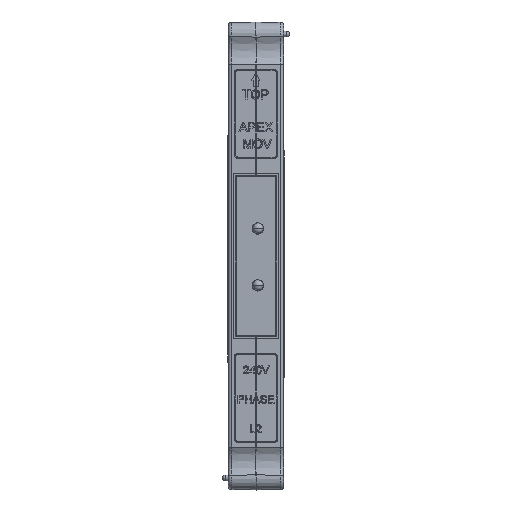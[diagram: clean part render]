
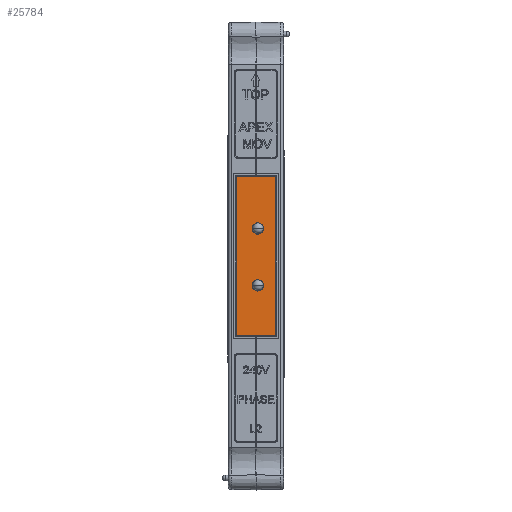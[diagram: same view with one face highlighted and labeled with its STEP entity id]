
A CAD part, top view. The second image highlights one B-rep face of the part: STEP entity #25784.
In plain terms, the highlighted planar face has unit normal (0, 0, 1).
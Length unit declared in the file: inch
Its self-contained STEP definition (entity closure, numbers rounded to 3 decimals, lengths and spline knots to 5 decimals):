
#181 = CARTESIAN_POINT ( 'NONE',  ( -0.395, -1.445, 0.04 ) ) ;
#221 = ORIENTED_EDGE ( 'NONE', *, *, #43997, .F. ) ;
#607 = EDGE_LOOP ( 'NONE', ( #29043, #36857 ) ) ;
#1102 = DIRECTION ( 'NONE',  ( 0., 0., -1. ) ) ;
#1674 = DIRECTION ( 'NONE',  ( 0., 0., 1. ) ) ;
#1859 = DIRECTION ( 'NONE',  ( 1., 0., 0. ) ) ;
#2069 = CARTESIAN_POINT ( 'NONE',  ( 0.005, -0.495, 0.04 ) ) ;
#3199 = DIRECTION ( 'NONE',  ( 0., -1., 0. ) ) ;
#3989 = VERTEX_POINT ( 'NONE', #56739 ) ;
#5538 = EDGE_CURVE ( 'NONE', #25619, #3989, #41125, .T. ) ;
#6402 = ORIENTED_EDGE ( 'NONE', *, *, #32214, .T. ) ;
#6421 = CIRCLE ( 'NONE', #6453, 0.1 ) ;
#6453 = AXIS2_PLACEMENT_3D ( 'NONE', #2069, #1674, #1859 ) ;
#6553 = VERTEX_POINT ( 'NONE', #23836 ) ;
#6760 = CARTESIAN_POINT ( 'NONE',  ( 0.395, -1.445, 0.04 ) ) ;
#7787 = EDGE_CURVE ( 'NONE', #6553, #54662, #26151, .T. ) ;
#8294 = EDGE_CURVE ( 'NONE', #10667, #15349, #42990, .T. ) ;
#8781 = DIRECTION ( 'NONE',  ( 0., 0., 1. ) ) ;
#10667 = VERTEX_POINT ( 'NONE', #27305 ) ;
#12077 = CARTESIAN_POINT ( 'NONE',  ( -0.095, 0.505, 0.04 ) ) ;
#12338 = LINE ( 'NONE', #6760, #26396 ) ;
#13030 = CARTESIAN_POINT ( 'NONE',  ( 0.005, -0.495, 0.04 ) ) ;
#15349 = VERTEX_POINT ( 'NONE', #26065 ) ;
#16684 = EDGE_LOOP ( 'NONE', ( #221, #26667 ) ) ;
#19081 = AXIS2_PLACEMENT_3D ( 'NONE', #13030, #8781, #31267 ) ;
#19375 = VECTOR ( 'NONE', #3199, 39.37008 ) ;
#22078 = FACE_OUTER_BOUND ( 'NONE', #56753, .T. ) ;
#22623 = DIRECTION ( 'NONE',  ( 0., 0., 1. ) ) ;
#23836 = CARTESIAN_POINT ( 'NONE',  ( -0.095, -0.495, 0.04 ) ) ;
#24745 = LINE ( 'NONE', #181, #56145 ) ;
#25619 = VERTEX_POINT ( 'NONE', #12077 ) ;
#25784 = ADVANCED_FACE ( 'NONE', ( #38178, #29084, #22078 ), #39830, .F. ) ;
#26065 = CARTESIAN_POINT ( 'NONE',  ( -0.395, 1.445, 0.04 ) ) ;
#26151 = CIRCLE ( 'NONE', #19081, 0.1 ) ;
#26396 = VECTOR ( 'NONE', #46360, 39.37008 ) ;
#26667 = ORIENTED_EDGE ( 'NONE', *, *, #7787, .F. ) ;
#27112 = CARTESIAN_POINT ( 'NONE',  ( 0.005, 0.505, 0.04 ) ) ;
#27305 = CARTESIAN_POINT ( 'NONE',  ( 0.395, 1.445, 0.04 ) ) ;
#27676 = CARTESIAN_POINT ( 'NONE',  ( 0., 0., 0.04 ) ) ;
#29043 = ORIENTED_EDGE ( 'NONE', *, *, #38663, .F. ) ;
#29084 = FACE_BOUND ( 'NONE', #16684, .T. ) ;
#29364 = VERTEX_POINT ( 'NONE', #43133 ) ;
#29448 = DIRECTION ( 'NONE',  ( -1., 0., 0. ) ) ;
#30929 = EDGE_CURVE ( 'NONE', #48848, #29364, #24745, .T. ) ;
#31164 = VECTOR ( 'NONE', #29448, 39.37008 ) ;
#31267 = DIRECTION ( 'NONE',  ( 1., 0., 0. ) ) ;
#32095 = EDGE_CURVE ( 'NONE', #29364, #10667, #12338, .T. ) ;
#32214 = EDGE_CURVE ( 'NONE', #15349, #48848, #33361, .T. ) ;
#32415 = DIRECTION ( 'NONE',  ( -1., 0., 0. ) ) ;
#33361 = LINE ( 'NONE', #42885, #19375 ) ;
#33861 = AXIS2_PLACEMENT_3D ( 'NONE', #27676, #1102, #32415 ) ;
#36857 = ORIENTED_EDGE ( 'NONE', *, *, #5538, .F. ) ;
#37160 = ORIENTED_EDGE ( 'NONE', *, *, #30929, .T. ) ;
#38178 = FACE_BOUND ( 'NONE', #607, .T. ) ;
#38232 = CARTESIAN_POINT ( 'NONE',  ( -0.395, 1.445, 0.04 ) ) ;
#38663 = EDGE_CURVE ( 'NONE', #3989, #25619, #41500, .T. ) ;
#39522 = ORIENTED_EDGE ( 'NONE', *, *, #32095, .T. ) ;
#39830 = PLANE ( 'NONE',  #33861 ) ;
#40210 = DIRECTION ( 'NONE',  ( 1., 0., 0. ) ) ;
#41125 = CIRCLE ( 'NONE', #42155, 0.1 ) ;
#41232 = CARTESIAN_POINT ( 'NONE',  ( -0.395, -1.445, 0.04 ) ) ;
#41500 = CIRCLE ( 'NONE', #50016, 0.1 ) ;
#41645 = CARTESIAN_POINT ( 'NONE',  ( 0.105, -0.495, 0.04 ) ) ;
#42155 = AXIS2_PLACEMENT_3D ( 'NONE', #27112, #22623, #45449 ) ;
#42202 = DIRECTION ( 'NONE',  ( 1., 0., 0. ) ) ;
#42885 = CARTESIAN_POINT ( 'NONE',  ( -0.395, -1.445, 0.04 ) ) ;
#42990 = LINE ( 'NONE', #38232, #31164 ) ;
#43133 = CARTESIAN_POINT ( 'NONE',  ( 0.395, -1.445, 0.04 ) ) ;
#43997 = EDGE_CURVE ( 'NONE', #54662, #6553, #6421, .T. ) ;
#45449 = DIRECTION ( 'NONE',  ( 1., 0., 0. ) ) ;
#46360 = DIRECTION ( 'NONE',  ( 0., 1., 0. ) ) ;
#48360 = ORIENTED_EDGE ( 'NONE', *, *, #8294, .T. ) ;
#48848 = VERTEX_POINT ( 'NONE', #41232 ) ;
#50016 = AXIS2_PLACEMENT_3D ( 'NONE', #50614, #55659, #42202 ) ;
#50614 = CARTESIAN_POINT ( 'NONE',  ( 0.005, 0.505, 0.04 ) ) ;
#54662 = VERTEX_POINT ( 'NONE', #41645 ) ;
#55659 = DIRECTION ( 'NONE',  ( 0., 0., 1. ) ) ;
#56145 = VECTOR ( 'NONE', #40210, 39.37008 ) ;
#56739 = CARTESIAN_POINT ( 'NONE',  ( 0.105, 0.505, 0.04 ) ) ;
#56753 = EDGE_LOOP ( 'NONE', ( #39522, #48360, #6402, #37160 ) ) ;
